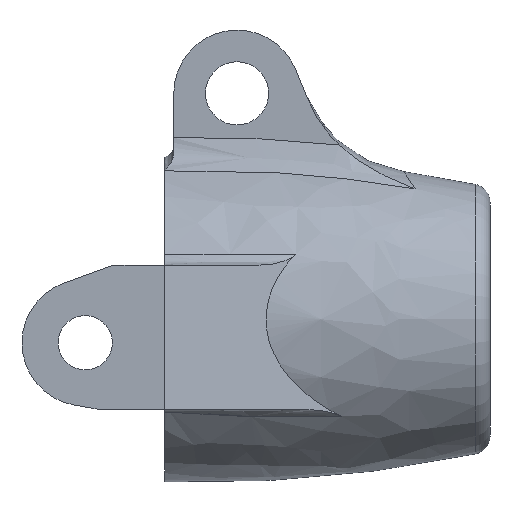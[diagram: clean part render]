
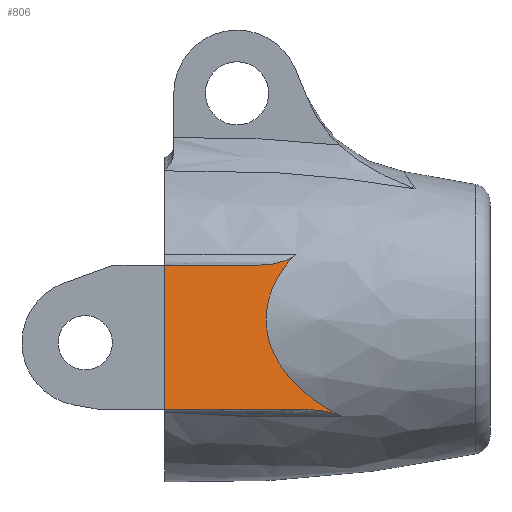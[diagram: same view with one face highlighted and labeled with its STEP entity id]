
A CAD part, left-side view. The second image highlights one B-rep face of the part: STEP entity #806.
In plain terms, the highlighted planar face has unit normal (-0.884, -0.467, 0).
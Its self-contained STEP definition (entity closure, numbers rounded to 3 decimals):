
#40=LINE('',#1397,#89);
#48=LINE('',#1539,#97);
#49=LINE('',#1540,#98);
#89=VECTOR('',#943,10.);
#97=VECTOR('',#961,10.);
#98=VECTOR('',#962,10.);
#138=PLANE('',#866);
#199=FACE_OUTER_BOUND('',#241,.T.);
#241=EDGE_LOOP('',(#606,#607,#608,#609,#610,#611,#612,#613,#614));
#283=B_SPLINE_CURVE_WITH_KNOTS('',3,(#1134,#1135,#1136,#1137,#1138,#1139),
 .UNSPECIFIED.,.F.,.F.,(4,2,4),(0.,0.087,0.178),
 .UNSPECIFIED.);
#286=B_SPLINE_CURVE_WITH_KNOTS('',3,(#1179,#1180,#1181,#1182,#1183,#1184),
 .UNSPECIFIED.,.F.,.F.,(4,2,4),(3.735,3.82,3.821),
 .UNSPECIFIED.);
#303=B_SPLINE_CURVE_WITH_KNOTS('',3,(#1296,#1297,#1298,#1299),
 .UNSPECIFIED.,.F.,.F.,(4,4),(2.711,2.791),
 .UNSPECIFIED.);
#304=B_SPLINE_CURVE_WITH_KNOTS('',3,(#1301,#1302,#1303,#1304,#1305,#1306,
#1307,#1308,#1309,#1310,#1311,#1312,#1313,#1314),.UNSPECIFIED.,.F.,.F.,
(4,2,2,2,2,2,4),(2.791,2.838,2.982,3.106,
3.23,3.374,3.466),.UNSPECIFIED.);
#305=B_SPLINE_CURVE_WITH_KNOTS('',3,(#1315,#1316,#1317,#1318,#1319,#1320),
 .UNSPECIFIED.,.F.,.F.,(4,2,4),(3.466,3.597,3.735),
 .UNSPECIFIED.);
#308=B_SPLINE_CURVE_WITH_KNOTS('',3,(#1378,#1379,#1380,#1381,#1382,#1383,
#1384,#1385),.UNSPECIFIED.,.F.,.F.,(4,2,2,4),(0.,0.137,0.201,
0.252),.UNSPECIFIED.);
#329=VERTEX_POINT('',#1128);
#330=VERTEX_POINT('',#1133);
#332=VERTEX_POINT('',#1178);
#353=VERTEX_POINT('',#1290);
#354=VERTEX_POINT('',#1295);
#355=VERTEX_POINT('',#1300);
#357=VERTEX_POINT('',#1373);
#362=VERTEX_POINT('',#1395);
#373=VERTEX_POINT('',#1538);
#414=EDGE_CURVE('',#329,#330,#283,.T.);
#417=EDGE_CURVE('',#332,#329,#286,.T.);
#440=EDGE_CURVE('',#353,#354,#303,.T.);
#441=EDGE_CURVE('',#354,#355,#304,.T.);
#442=EDGE_CURVE('',#355,#332,#305,.T.);
#445=EDGE_CURVE('',#357,#353,#308,.T.);
#451=EDGE_CURVE('',#362,#357,#40,.T.);
#467=EDGE_CURVE('',#373,#362,#48,.T.);
#468=EDGE_CURVE('',#373,#330,#49,.T.);
#606=ORIENTED_EDGE('',*,*,#441,.F.);
#607=ORIENTED_EDGE('',*,*,#440,.F.);
#608=ORIENTED_EDGE('',*,*,#445,.F.);
#609=ORIENTED_EDGE('',*,*,#451,.F.);
#610=ORIENTED_EDGE('',*,*,#467,.F.);
#611=ORIENTED_EDGE('',*,*,#468,.T.);
#612=ORIENTED_EDGE('',*,*,#414,.F.);
#613=ORIENTED_EDGE('',*,*,#417,.F.);
#614=ORIENTED_EDGE('',*,*,#442,.F.);
#806=ADVANCED_FACE('',(#199),#138,.T.);
#866=AXIS2_PLACEMENT_3D('',#1537,#959,#960);
#943=DIRECTION('',(0.467,-0.884,0.));
#959=DIRECTION('center_axis',(-0.884,-0.467,0.));
#960=DIRECTION('ref_axis',(-0.467,0.884,0.));
#961=DIRECTION('',(0.,0.,1.));
#962=DIRECTION('',(0.467,-0.884,0.));
#1128=CARTESIAN_POINT('',(-6.729,-9.782,-5.379));
#1133=CARTESIAN_POINT('',(-7.742,-7.867,-5.));
#1134=CARTESIAN_POINT('Ctrl Pts',(-6.729,-9.782,-5.379));
#1135=CARTESIAN_POINT('Ctrl Pts',(-6.854,-9.547,-5.263));
#1136=CARTESIAN_POINT('Ctrl Pts',(-7.01,-9.251,-5.168));
#1137=CARTESIAN_POINT('Ctrl Pts',(-7.366,-8.578,-5.034));
#1138=CARTESIAN_POINT('Ctrl Pts',(-7.557,-8.217,-5.));
#1139=CARTESIAN_POINT('Ctrl Pts',(-7.742,-7.867,-5.));
#1178=CARTESIAN_POINT('',(-7.102,-9.077,-5.));
#1179=CARTESIAN_POINT('Ctrl Pts',(-7.102,-9.077,-5.));
#1180=CARTESIAN_POINT('Ctrl Pts',(-6.979,-9.31,-5.137));
#1181=CARTESIAN_POINT('Ctrl Pts',(-6.855,-9.544,-5.261));
#1182=CARTESIAN_POINT('Ctrl Pts',(-6.733,-9.776,-5.376));
#1183=CARTESIAN_POINT('Ctrl Pts',(-6.731,-9.779,-5.377));
#1184=CARTESIAN_POINT('Ctrl Pts',(-6.729,-9.782,-5.379));
#1290=CARTESIAN_POINT('',(-8.075,-7.237,3.594));
#1295=CARTESIAN_POINT('',(-8.351,-6.713,3.));
#1296=CARTESIAN_POINT('Ctrl Pts',(-8.075,-7.237,3.594));
#1297=CARTESIAN_POINT('Ctrl Pts',(-8.174,-7.05,3.405));
#1298=CARTESIAN_POINT('Ctrl Pts',(-8.267,-6.874,3.206));
#1299=CARTESIAN_POINT('Ctrl Pts',(-8.351,-6.713,3.));
#1300=CARTESIAN_POINT('',(-8.2,-7.,-3.343));
#1301=CARTESIAN_POINT('Ctrl Pts',(-8.351,-6.713,3.));
#1302=CARTESIAN_POINT('Ctrl Pts',(-8.401,-6.619,2.879));
#1303=CARTESIAN_POINT('Ctrl Pts',(-8.448,-6.53,2.756));
#1304=CARTESIAN_POINT('Ctrl Pts',(-8.627,-6.191,2.246));
#1305=CARTESIAN_POINT('Ctrl Pts',(-8.759,-5.942,1.743));
#1306=CARTESIAN_POINT('Ctrl Pts',(-8.896,-5.683,0.899));
#1307=CARTESIAN_POINT('Ctrl Pts',(-8.936,-5.607,0.412));
#1308=CARTESIAN_POINT('Ctrl Pts',(-8.936,-5.607,-0.412));
#1309=CARTESIAN_POINT('Ctrl Pts',(-8.896,-5.683,-0.899));
#1310=CARTESIAN_POINT('Ctrl Pts',(-8.759,-5.942,-1.743));
#1311=CARTESIAN_POINT('Ctrl Pts',(-8.627,-6.191,-2.246));
#1312=CARTESIAN_POINT('Ctrl Pts',(-8.406,-6.611,-2.877));
#1313=CARTESIAN_POINT('Ctrl Pts',(-8.307,-6.797,-3.116));
#1314=CARTESIAN_POINT('Ctrl Pts',(-8.2,-7.,-3.343));
#1315=CARTESIAN_POINT('Ctrl Pts',(-8.2,-7.,-3.343));
#1316=CARTESIAN_POINT('Ctrl Pts',(-8.048,-7.287,-3.663));
#1317=CARTESIAN_POINT('Ctrl Pts',(-7.878,-7.609,-3.962));
#1318=CARTESIAN_POINT('Ctrl Pts',(-7.507,-8.311,-4.52));
#1319=CARTESIAN_POINT('Ctrl Pts',(-7.305,-8.694,-4.776));
#1320=CARTESIAN_POINT('Ctrl Pts',(-7.102,-9.077,-5.));
#1373=CARTESIAN_POINT('',(-9.114,-5.271,3.));
#1378=CARTESIAN_POINT('Ctrl Pts',(-9.114,-5.271,3.));
#1379=CARTESIAN_POINT('Ctrl Pts',(-8.9,-5.676,3.));
#1380=CARTESIAN_POINT('Ctrl Pts',(-8.689,-6.075,3.056));
#1381=CARTESIAN_POINT('Ctrl Pts',(-8.421,-6.581,3.207));
#1382=CARTESIAN_POINT('Ctrl Pts',(-8.335,-6.745,3.27));
#1383=CARTESIAN_POINT('Ctrl Pts',(-8.192,-7.015,3.413));
#1384=CARTESIAN_POINT('Ctrl Pts',(-8.127,-7.138,3.495));
#1385=CARTESIAN_POINT('Ctrl Pts',(-8.075,-7.237,3.594));
#1395=CARTESIAN_POINT('',(-11.9,0.,3.));
#1397=CARTESIAN_POINT('',(-11.9,0.,3.));
#1537=CARTESIAN_POINT('Origin',(-8.2,-7.,3.));
#1538=CARTESIAN_POINT('',(-11.9,0.,-5.));
#1539=CARTESIAN_POINT('',(-11.9,0.,-9.));
#1540=CARTESIAN_POINT('',(-9.262,-4.99,-5.));
